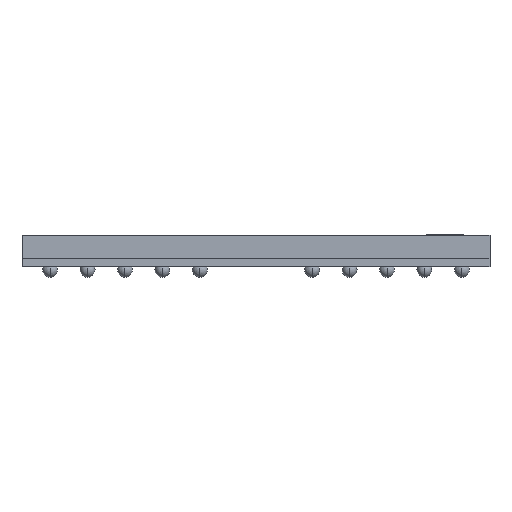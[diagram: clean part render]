
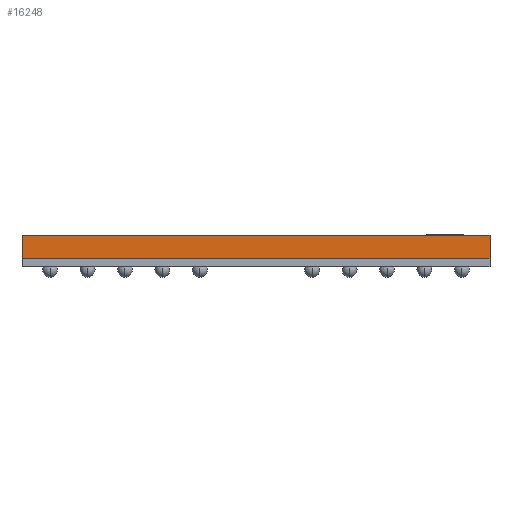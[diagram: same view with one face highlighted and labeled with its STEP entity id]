
A CAD part, left-side view. The second image highlights one B-rep face of the part: STEP entity #16248.
In plain terms, the highlighted planar face has unit normal (-1, 0, 0).
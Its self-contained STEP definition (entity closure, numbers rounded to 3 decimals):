
#694 = EDGE_CURVE ( 'NONE', #20316, #15465, #8939, .T. ) ;
#1524 = CARTESIAN_POINT ( 'NONE',  ( -7.5, 5., 0.5 ) ) ;
#1631 = CARTESIAN_POINT ( 'NONE',  ( -7.5, -5., 0. ) ) ;
#2210 = DIRECTION ( 'NONE',  ( 0., -1., 0. ) ) ;
#2353 = CARTESIAN_POINT ( 'NONE',  ( -7.5, -5., 0. ) ) ;
#3567 = LINE ( 'NONE', #12894, #24736 ) ;
#4486 = CARTESIAN_POINT ( 'NONE',  ( -7.5, -5., 0.5 ) ) ;
#4884 = EDGE_CURVE ( 'NONE', #18797, #15465, #3567, .T. ) ;
#5298 = PLANE ( 'NONE',  #7861 ) ;
#5356 = VECTOR ( 'NONE', #2210, 1000. ) ;
#7066 = ORIENTED_EDGE ( 'NONE', *, *, #9544, .F. ) ;
#7861 = AXIS2_PLACEMENT_3D ( 'NONE', #10132, #25350, #21398 ) ;
#8939 = LINE ( 'NONE', #2353, #5356 ) ;
#9544 = EDGE_CURVE ( 'NONE', #13995, #18797, #21956, .T. ) ;
#10132 = CARTESIAN_POINT ( 'NONE',  ( -7.5, -5., 0.5 ) ) ;
#11370 = DIRECTION ( 'NONE',  ( 0., -1., 0. ) ) ;
#11672 = EDGE_LOOP ( 'NONE', ( #28331, #16789, #7066, #15836 ) ) ;
#12044 = DIRECTION ( 'NONE',  ( 0., 0., -1. ) ) ;
#12762 = DIRECTION ( 'NONE',  ( 0., 0., -1. ) ) ;
#12894 = CARTESIAN_POINT ( 'NONE',  ( -7.5, -5., 0.5 ) ) ;
#13995 = VERTEX_POINT ( 'NONE', #18074 ) ;
#14404 = CARTESIAN_POINT ( 'NONE',  ( -7.5, 5., 0. ) ) ;
#15465 = VERTEX_POINT ( 'NONE', #1631 ) ;
#15836 = ORIENTED_EDGE ( 'NONE', *, *, #24969, .T. ) ;
#16248 = ADVANCED_FACE ( 'NONE', ( #25924 ), #5298, .F. ) ;
#16789 = ORIENTED_EDGE ( 'NONE', *, *, #4884, .F. ) ;
#18045 = CARTESIAN_POINT ( 'NONE',  ( -7.5, -5., 0.5 ) ) ;
#18074 = CARTESIAN_POINT ( 'NONE',  ( -7.5, 5., 0.5 ) ) ;
#18797 = VERTEX_POINT ( 'NONE', #18045 ) ;
#20316 = VERTEX_POINT ( 'NONE', #14404 ) ;
#21398 = DIRECTION ( 'NONE',  ( 0., 0., -1. ) ) ;
#21956 = LINE ( 'NONE', #4486, #23692 ) ;
#23692 = VECTOR ( 'NONE', #11370, 1000. ) ;
#23764 = VECTOR ( 'NONE', #12044, 1000. ) ;
#24736 = VECTOR ( 'NONE', #12762, 1000. ) ;
#24969 = EDGE_CURVE ( 'NONE', #13995, #20316, #25810, .T. ) ;
#25350 = DIRECTION ( 'NONE',  ( 1., 0., 0. ) ) ;
#25810 = LINE ( 'NONE', #1524, #23764 ) ;
#25924 = FACE_OUTER_BOUND ( 'NONE', #11672, .T. ) ;
#28331 = ORIENTED_EDGE ( 'NONE', *, *, #694, .T. ) ;
